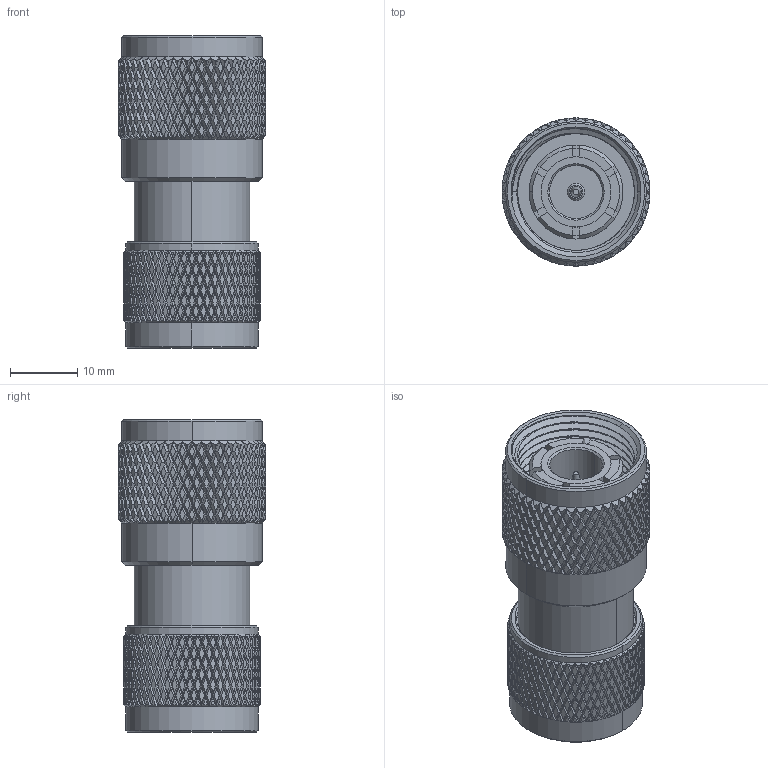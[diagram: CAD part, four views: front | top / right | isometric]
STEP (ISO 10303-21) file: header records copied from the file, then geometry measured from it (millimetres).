
FILE_DESCRIPTION (( 'STEP AP214' ), '1' );
FILE_NAME ('PE9554.step', '2018-10-12T16:06:02', ( '' ), ( '' ), 'SwSTEP 2.0', 'SolidWorks 2017', '' );
FILE_SCHEMA (( 'AUTOMOTIVE_DESIGN' ));
Products named in the file (1): PE9554
Bounding box: 22 x 22 x 46.48 mm (x, y, z)
Volume: 10121.1 mm3; surface area: 8568.4 mm2
Topology: 1 solids, 1 shells, 4567 faces, 9743 edges, 5192 vertices
Faces by surface type: bspline 3496, cylinder 962, plane 62, cone 47
Entity records: 181772 total; most frequent: CARTESIAN_POINT 122491, ORIENTED_EDGE 19486, EDGE_CURVE 9743, VERTEX_POINT 5192, EDGE_LOOP 4581, ADVANCED_FACE 4567, FACE_OUTER_BOUND 4567, B_SPLINE_CURVE_WITH_KNOTS 4197
